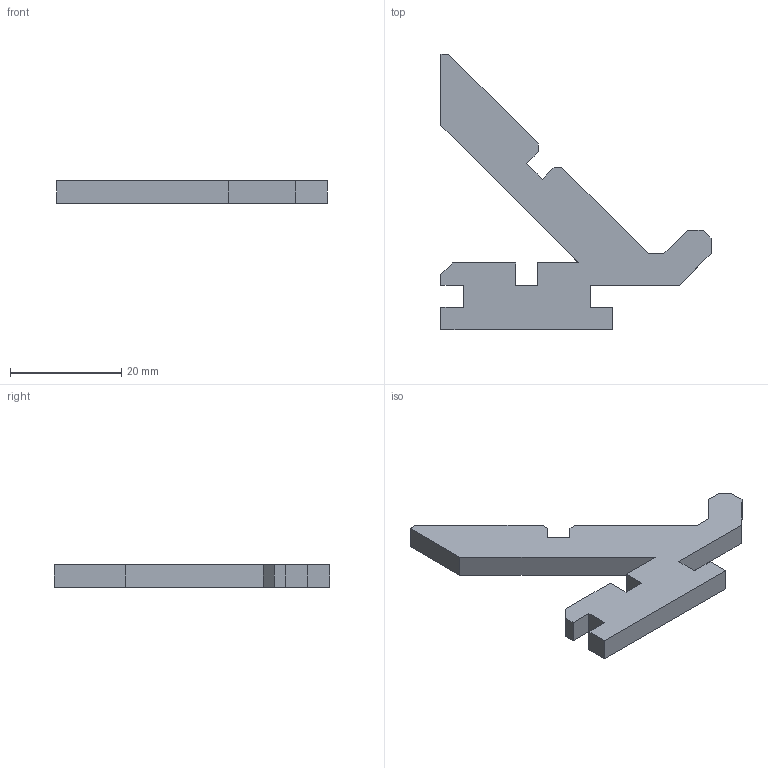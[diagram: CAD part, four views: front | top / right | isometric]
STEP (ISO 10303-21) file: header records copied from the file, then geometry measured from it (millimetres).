
FILE_DESCRIPTION (( 'STEP AP214' ), '1' );
FILE_NAME ('Phone holder.STEP', '2023-02-12T22:01:42', ( '' ), ( '' ), 'SwSTEP 2.0', 'SolidWorks 2022', '' );
FILE_SCHEMA (( 'AUTOMOTIVE_DESIGN' ));
Length unit declared in the file: millimetre
Products named in the file (1): Phone holder
Bounding box: 48.66 x 49.59 x 4 mm (x, y, z)
Volume: 3411 mm3; surface area: 2673.9 mm2
Topology: 1 solids, 1 shells, 34 faces, 96 edges, 64 vertices
Faces by surface type: plane 34
Entity records: 1114 total; most frequent: CARTESIAN_POINT 195, ORIENTED_EDGE 192, DIRECTION 166, LINE 96, EDGE_CURVE 96, VECTOR 96, VERTEX_POINT 64, AXIS2_PLACEMENT_3D 35
